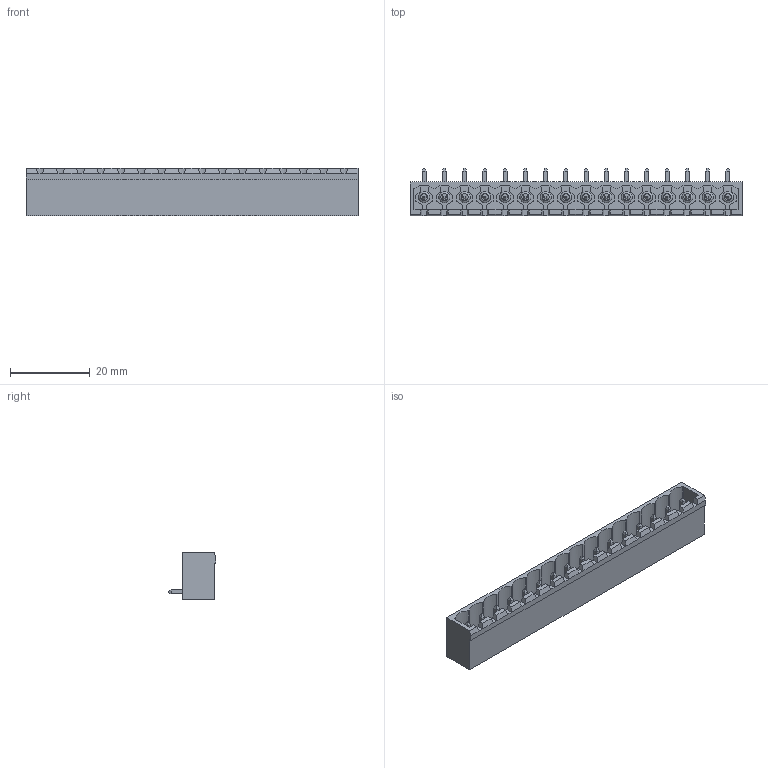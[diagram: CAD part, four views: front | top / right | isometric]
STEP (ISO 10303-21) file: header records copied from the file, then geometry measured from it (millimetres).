
FILE_DESCRIPTION( ( 'Unknown' ), '1' );
FILE_NAME( '691313510016.stp', 'Unknown', ( 'Unknown' ), ( 'Unknown' ), 'PSStep 15.0.49', 'Unknown', ' ' );
FILE_SCHEMA( ( 'AUTOMOTIVE_DESIGN { 1 0 10303 214 1 1 1 1 }' ) );
Length unit declared in the file: millimetre
Products named in the file (3): Assem1; 6913135100xx_PIN; 691311500116
Assembly tree (17 placements, depth 2):
  Assem1
    6913135100xx_PIN  x16
    691311500116
Bounding box: 83.28 x 12 x 12 mm (x, y, z)
Volume: 3401.8 mm3; surface area: 7640.9 mm2
Topology: 17 solids, 17 shells, 817 faces, 2189 edges, 1406 vertices
Faces by surface type: plane 753, cylinder 48, torus 16
Full cylindrical faces by diameter (mm): 2.75 x16
Entity records: 22642 total; most frequent: CARTESIAN_POINT 3226, ORIENTED_EDGE 3172, DIRECTION 2860, EDGE_CURVE 1586, LINE 1472, VECTOR 1472, VERTEX_POINT 1060, AXIS2_PLACEMENT_3D 694
